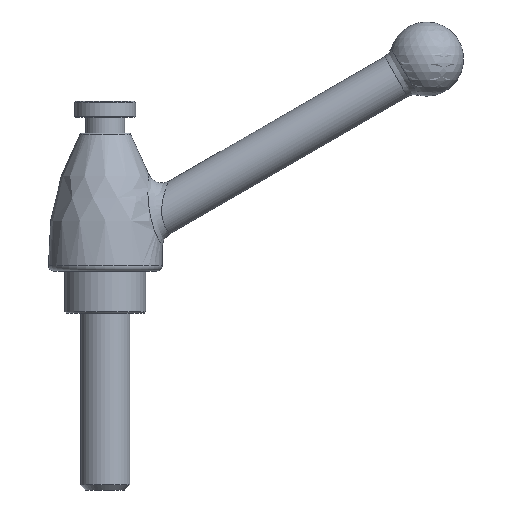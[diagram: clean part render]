
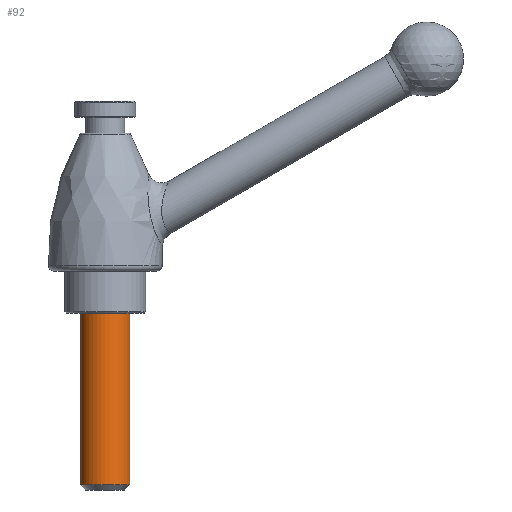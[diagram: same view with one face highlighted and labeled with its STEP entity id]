
A CAD part, front view. The second image highlights one B-rep face of the part: STEP entity #92.
In plain terms, the highlighted cylindrical face has radius 7 mm (diameter 14 mm), a full revolution.
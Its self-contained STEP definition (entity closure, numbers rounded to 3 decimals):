
#92 = ADVANCED_FACE( '', ( #202, #203 ), #204, .T. );
#202 = FACE_OUTER_BOUND( '', #1849, .T. );
#203 = FACE_OUTER_BOUND( '', #1850, .T. );
#204 = CYLINDRICAL_SURFACE( '', #1851, 7. );
#1849 = EDGE_LOOP( '', ( #2028 ) );
#1850 = EDGE_LOOP( '', ( #2029 ) );
#1851 = AXIS2_PLACEMENT_3D( '', #2030, #2031, #2032 );
#2028 = ORIENTED_EDGE( '', *, *, #2112, .T. );
#2029 = ORIENTED_EDGE( '', *, *, #2114, .T. );
#2030 = CARTESIAN_POINT( '', ( 0., 0., -50. ) );
#2031 = DIRECTION( '', ( 0., 0., -1. ) );
#2032 = DIRECTION( '', ( 1., 0., 0. ) );
#2112 = EDGE_CURVE( '', #2188, #2188, #2189, .F. );
#2114 = EDGE_CURVE( '', #2191, #2191, #2192, .F. );
#2188 = VERTEX_POINT( '', #2959 );
#2189 = CIRCLE( '', #2960, 7. );
#2191 = VERTEX_POINT( '', #2962 );
#2192 = CIRCLE( '', #2963, 7. );
#2959 = CARTESIAN_POINT( '', ( -7., 0., -48.5 ) );
#2960 = AXIS2_PLACEMENT_3D( '', #3294, #3295, #3296 );
#2962 = CARTESIAN_POINT( '', ( 7., 0., 0. ) );
#2963 = AXIS2_PLACEMENT_3D( '', #3297, #3298, #3299 );
#3294 = CARTESIAN_POINT( '', ( 0., 0., -48.5 ) );
#3295 = DIRECTION( '', ( 0., 0., -1. ) );
#3296 = DIRECTION( '', ( -1., 0., 0. ) );
#3297 = CARTESIAN_POINT( '', ( 0., 0., 0. ) );
#3298 = DIRECTION( '', ( 0., 0., 1. ) );
#3299 = DIRECTION( '', ( 1., 0., 0. ) );
